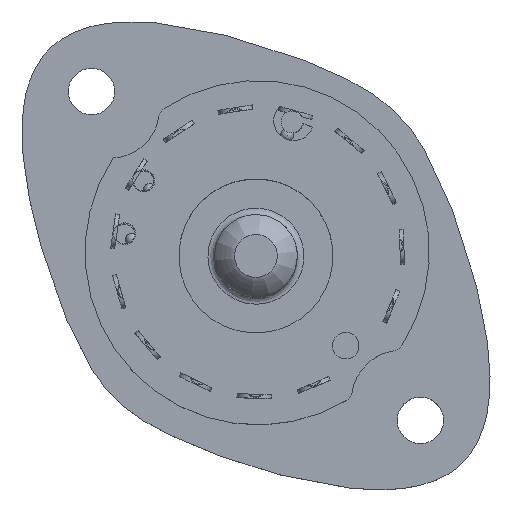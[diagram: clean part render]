
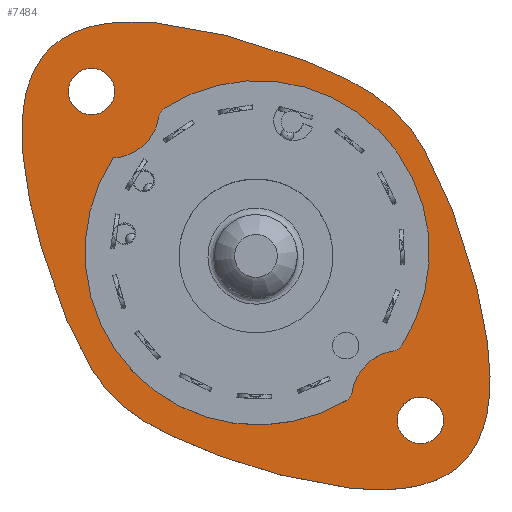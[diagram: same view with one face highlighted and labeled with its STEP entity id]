
A CAD part, top view. The second image highlights one B-rep face of the part: STEP entity #7484.
In plain terms, the highlighted planar face has unit normal (0, 0, 1).
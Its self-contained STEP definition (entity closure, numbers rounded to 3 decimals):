
#17=(
BOUNDED_CURVE()
B_SPLINE_CURVE(5,(#12939,#12940,#12941,#12942,#12943,#12944,#12945,#12946,
#12947,#12948,#12949,#12950,#12951,#12952,#12953,#12954,#12955,#12956,#12957,
#12958,#12959,#12960,#12961,#12962,#12963,#12964,#12965,#12966,#12967,#12968,
#12969,#12970,#12971,#12972,#12973),.UNSPECIFIED.,.T.,.F.)
B_SPLINE_CURVE_WITH_KNOTS((6,1,1,1,1,1,1,1,1,1,1,1,1,1,1,1,1,1,1,1,1,1,
1,1,1,1,1,1,1,1,6),(0.,0.033,0.067,0.1,0.133,
0.167,0.2,0.233,0.267,0.3,0.333,
0.367,0.4,0.433,0.467,0.5,0.533,
0.567,0.6,0.633,0.667,0.7,0.733,
0.767,0.8,0.833,0.867,0.9,0.933,
0.967,1.),.UNSPECIFIED.)
CURVE()
GEOMETRIC_REPRESENTATION_ITEM()
RATIONAL_B_SPLINE_CURVE((1.,1.,1.,1.,1.,1.,1.,1.,1.,1.,1.,1.,1.,1.,1.,1.,
1.,1.,1.,1.,1.,1.,1.,1.,1.,1.,1.,1.,1.,1.,1.,1.,1.,1.,1.))
REPRESENTATION_ITEM('')
);
#88=FACE_BOUND('',#2616,.T.);
#89=FACE_BOUND('',#2617,.T.);
#90=FACE_BOUND('',#2618,.T.);
#399=PLANE('',#8236);
#2166=FACE_OUTER_BOUND('',#2615,.T.);
#2615=EDGE_LOOP('',(#6515));
#2616=EDGE_LOOP('',(#6516,#6517,#6518,#6519,#6520,#6521,#6522));
#2617=EDGE_LOOP('',(#6523));
#2618=EDGE_LOOP('',(#6524));
#2978=CIRCLE('',#8209,12.907);
#2979=CIRCLE('',#8211,0.9);
#2980=CIRCLE('',#8213,3.707);
#2981=CIRCLE('',#8215,13.);
#2982=CIRCLE('',#8217,0.9);
#2983=CIRCLE('',#8219,3.769);
#2984=CIRCLE('',#8221,0.9);
#2994=CIRCLE('',#8233,1.75);
#2995=CIRCLE('',#8235,1.75);
#3585=VERTEX_POINT('',#12777);
#3586=VERTEX_POINT('',#12778);
#3587=VERTEX_POINT('',#12783);
#3588=VERTEX_POINT('',#12787);
#3589=VERTEX_POINT('',#12791);
#3590=VERTEX_POINT('',#12795);
#3591=VERTEX_POINT('',#12799);
#3602=VERTEX_POINT('',#12860);
#3603=VERTEX_POINT('',#12864);
#3604=VERTEX_POINT('',#12937);
#4556=EDGE_CURVE('',#3585,#3586,#2978,.T.);
#4559=EDGE_CURVE('',#3587,#3585,#2979,.T.);
#4561=EDGE_CURVE('',#3588,#3587,#2980,.T.);
#4563=EDGE_CURVE('',#3589,#3588,#2981,.T.);
#4565=EDGE_CURVE('',#3586,#3590,#2982,.T.);
#4567=EDGE_CURVE('',#3590,#3591,#2983,.T.);
#4569=EDGE_CURVE('',#3591,#3589,#2984,.T.);
#4580=EDGE_CURVE('',#3602,#3602,#2994,.T.);
#4582=EDGE_CURVE('',#3603,#3603,#2995,.T.);
#4585=EDGE_CURVE('',#3604,#3604,#17,.T.);
#6515=ORIENTED_EDGE('',*,*,#4585,.T.);
#6516=ORIENTED_EDGE('',*,*,#4563,.T.);
#6517=ORIENTED_EDGE('',*,*,#4561,.T.);
#6518=ORIENTED_EDGE('',*,*,#4559,.T.);
#6519=ORIENTED_EDGE('',*,*,#4556,.T.);
#6520=ORIENTED_EDGE('',*,*,#4565,.T.);
#6521=ORIENTED_EDGE('',*,*,#4567,.T.);
#6522=ORIENTED_EDGE('',*,*,#4569,.T.);
#6523=ORIENTED_EDGE('',*,*,#4582,.T.);
#6524=ORIENTED_EDGE('',*,*,#4580,.T.);
#7484=ADVANCED_FACE('',(#2166,#88,#89,#90),#399,.F.);
#8209=AXIS2_PLACEMENT_3D('',#12779,#10232,#10233);
#8211=AXIS2_PLACEMENT_3D('',#12784,#10238,#10239);
#8213=AXIS2_PLACEMENT_3D('',#12788,#10243,#10244);
#8215=AXIS2_PLACEMENT_3D('',#12792,#10248,#10249);
#8217=AXIS2_PLACEMENT_3D('',#12796,#10253,#10254);
#8219=AXIS2_PLACEMENT_3D('',#12800,#10258,#10259);
#8221=AXIS2_PLACEMENT_3D('',#12803,#10263,#10264);
#8233=AXIS2_PLACEMENT_3D('',#12861,#10287,#10288);
#8235=AXIS2_PLACEMENT_3D('',#12865,#10292,#10293);
#8236=AXIS2_PLACEMENT_3D('',#12974,#10296,#10297);
#10232=DIRECTION('center_axis',(0.,0.,
-1.));
#10233=DIRECTION('ref_axis',(-0.545,0.838,0.));
#10238=DIRECTION('center_axis',(0.,0.,
-1.));
#10239=DIRECTION('ref_axis',(-0.988,0.155,0.));
#10243=DIRECTION('center_axis',(0.,0.,
1.));
#10244=DIRECTION('ref_axis',(0.988,-0.155,0.));
#10248=DIRECTION('center_axis',(0.,0.,
-1.));
#10249=DIRECTION('ref_axis',(0.513,-0.859,0.));
#10253=DIRECTION('center_axis',(0.,0.,
-1.));
#10254=DIRECTION('ref_axis',(0.839,-0.544,0.));
#10258=DIRECTION('center_axis',(0.,0.,
1.));
#10259=DIRECTION('ref_axis',(-0.987,0.162,0.));
#10263=DIRECTION('center_axis',(0.,0.,
-1.));
#10264=DIRECTION('ref_axis',(0.987,-0.162,0.));
#10287=DIRECTION('center_axis',(0.,0.,
-1.));
#10288=DIRECTION('ref_axis',(-0.707,0.707,0.));
#10292=DIRECTION('center_axis',(0.,0.,
-1.));
#10293=DIRECTION('ref_axis',(-0.707,0.707,0.));
#10296=DIRECTION('center_axis',(0.,0.,
-1.));
#10297=DIRECTION('ref_axis',(-0.707,0.707,0.));
#12777=CARTESIAN_POINT('',(-24.716,100.944,53.041));
#12778=CARTESIAN_POINT('',(-6.848,83.101,53.041));
#12779=CARTESIAN_POINT('Origin',(-17.677,90.124,53.041));
#12783=CARTESIAN_POINT('',(-25.114,100.329,53.041));
#12784=CARTESIAN_POINT('Origin',(-24.225,100.189,53.041));
#12787=CARTESIAN_POINT('',(-28.583,97.201,53.041));
#12788=CARTESIAN_POINT('Origin',(-28.776,100.902,53.041));
#12791=CARTESIAN_POINT('',(-11.012,78.963,53.041));
#12792=CARTESIAN_POINT('Origin',(-17.677,90.124,53.041));
#12795=CARTESIAN_POINT('',(-7.461,82.702,53.041));
#12796=CARTESIAN_POINT('Origin',(-7.603,83.591,53.041));
#12799=CARTESIAN_POINT('',(-10.586,79.59,53.041));
#12800=CARTESIAN_POINT('Origin',(-6.867,78.98,53.041));
#12803=CARTESIAN_POINT('Origin',(-11.474,79.735,53.041));
#12860=CARTESIAN_POINT('',(-4.205,76.231,53.041));
#12861=CARTESIAN_POINT('Origin',(-5.443,77.469,53.041));
#12864=CARTESIAN_POINT('',(-28.954,100.98,53.041));
#12865=CARTESIAN_POINT('Origin',(-30.192,102.217,53.041));
#12937=CARTESIAN_POINT('',(-2.261,74.287,53.041));
#12939=CARTESIAN_POINT('Ctrl Pts',(-2.261,74.287,53.041));
#12940=CARTESIAN_POINT('Ctrl Pts',(-1.815,74.732,53.041));
#12941=CARTESIAN_POINT('Ctrl Pts',(-1.045,75.746,53.041));
#12942=CARTESIAN_POINT('Ctrl Pts',(-0.27,77.627,
53.041));
#12943=CARTESIAN_POINT('Ctrl Pts',(0.029,80.752,
53.041));
#12944=CARTESIAN_POINT('Ctrl Pts',(-0.554,85.238,
53.041));
#12945=CARTESIAN_POINT('Ctrl Pts',(-1.733,89.769,53.041));
#12946=CARTESIAN_POINT('Ctrl Pts',(-3.167,93.858,53.041));
#12947=CARTESIAN_POINT('Ctrl Pts',(-4.633,97.16,53.041));
#12948=CARTESIAN_POINT('Ctrl Pts',(-6.168,99.634,53.041));
#12949=CARTESIAN_POINT('Ctrl Pts',(-8.025,101.491,53.041));
#12950=CARTESIAN_POINT('Ctrl Pts',(-10.497,103.026,53.041));
#12951=CARTESIAN_POINT('Ctrl Pts',(-13.799,104.492,53.041));
#12952=CARTESIAN_POINT('Ctrl Pts',(-17.887,105.926,53.041));
#12953=CARTESIAN_POINT('Ctrl Pts',(-22.419,107.105,53.041));
#12954=CARTESIAN_POINT('Ctrl Pts',(-26.904,107.689,53.041));
#12955=CARTESIAN_POINT('Ctrl Pts',(-30.812,107.316,53.041));
#12956=CARTESIAN_POINT('Ctrl Pts',(-33.69,105.72,53.041));
#12957=CARTESIAN_POINT('Ctrl Pts',(-35.284,102.838,53.041));
#12958=CARTESIAN_POINT('Ctrl Pts',(-35.656,98.927,53.041));
#12959=CARTESIAN_POINT('Ctrl Pts',(-35.071,94.437,53.041));
#12960=CARTESIAN_POINT('Ctrl Pts',(-33.893,89.903,53.041));
#12961=CARTESIAN_POINT('Ctrl Pts',(-32.461,85.813,53.041));
#12962=CARTESIAN_POINT('Ctrl Pts',(-30.999,82.512,53.041));
#12963=CARTESIAN_POINT('Ctrl Pts',(-29.47,80.043,53.041));
#12964=CARTESIAN_POINT('Ctrl Pts',(-27.619,78.191,53.041));
#12965=CARTESIAN_POINT('Ctrl Pts',(-25.151,76.662,53.041));
#12966=CARTESIAN_POINT('Ctrl Pts',(-21.85,75.2,53.041));
#12967=CARTESIAN_POINT('Ctrl Pts',(-17.761,73.769,53.041));
#12968=CARTESIAN_POINT('Ctrl Pts',(-13.227,72.59,53.041));
#12969=CARTESIAN_POINT('Ctrl Pts',(-8.737,72.005,53.041));
#12970=CARTESIAN_POINT('Ctrl Pts',(-5.607,72.301,53.041));
#12971=CARTESIAN_POINT('Ctrl Pts',(-3.723,73.074,53.041));
#12972=CARTESIAN_POINT('Ctrl Pts',(-2.707,73.841,53.041));
#12973=CARTESIAN_POINT('Ctrl Pts',(-2.261,74.287,53.041));
#12974=CARTESIAN_POINT('Origin',(-17.98,89.999,53.041));
